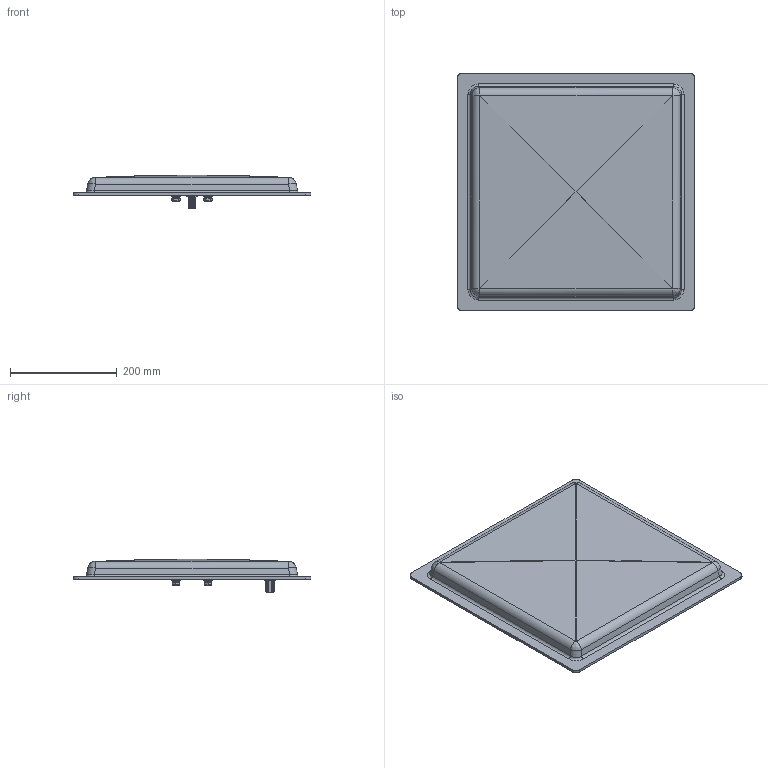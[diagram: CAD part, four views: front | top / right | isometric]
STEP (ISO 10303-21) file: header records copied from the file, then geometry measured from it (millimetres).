
FILE_DESCRIPTION (( 'STEP AP214' ), '1' );
FILE_NAME ('FMANFP1034_3D.STEP', '2022-11-15T19:14:21', ( '' ), ( '' ), 'SwSTEP 2.0', 'SolidWorks 2022', '' );
FILE_SCHEMA (( 'AUTOMOTIVE_DESIGN' ));
Length unit declared in the file: millimetre
Products named in the file (1): FMANFP1034_3D
Bounding box: 445 x 445 x 63.1 mm (x, y, z)
Volume: 5580710.2 mm3; surface area: 833839.4 mm2
Topology: 16 solids, 16 shells, 527 faces, 1255 edges, 789 vertices
Faces by surface type: cylinder 254, bspline 130, plane 122, cone 21
Entity records: 220753 total; most frequent: CARTESIAN_POINT 209612, ORIENTED_EDGE 2502, DIRECTION 1828, EDGE_CURVE 1251, VERTEX_POINT 789, AXIS2_PLACEMENT_3D 716, EDGE_LOOP 604, FACE_OUTER_BOUND 527
